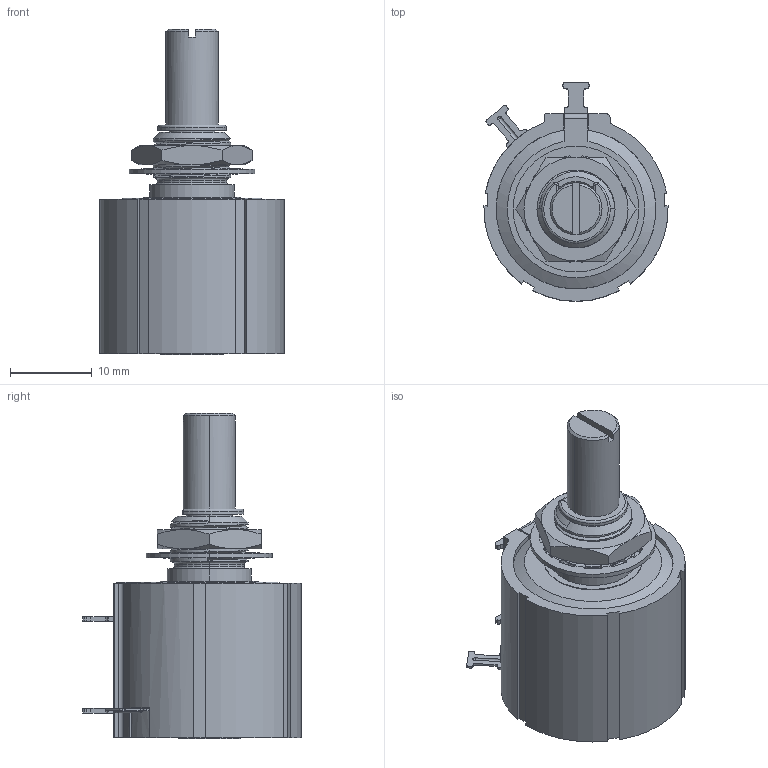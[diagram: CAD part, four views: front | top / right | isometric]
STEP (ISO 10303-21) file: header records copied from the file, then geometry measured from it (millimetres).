
FILE_DESCRIPTION((''),'2;1');
FILE_NAME('7286_FOR_STEP_SW0001','2012-01-27T',('BMozley'),(''),'PRO/ENGINEER BY PARAMETRIC TECHNOLOGY CORPORATION, 2011370','PRO/ENGINEER BY PARAMETRIC TECHNOLOGY CORPORATION, 2011370','');
FILE_SCHEMA(('CONFIG_CONTROL_DESIGN'));
Length unit declared in the file: inch
Products named in the file (1): 7286_FOR_STEP_SW0001
Bounding box: 22.49 x 26.72 x 39.73 mm (x, y, z)
Volume: 8720.7 mm3; surface area: 3654 mm2
Topology: 2 solids, 2 shells, 393 faces, 1080 edges, 697 vertices
Faces by surface type: plane 163, cylinder 143, bspline 58, cone 20, torus 8, sphere 1
Entity records: 16827 total; most frequent: CARTESIAN_POINT 6984, ORIENTED_EDGE 2156, DIRECTION 1911, EDGE_CURVE 1078, VERTEX_POINT 697, VECTOR 643, LINE 643, AXIS2_PLACEMENT_3D 634
